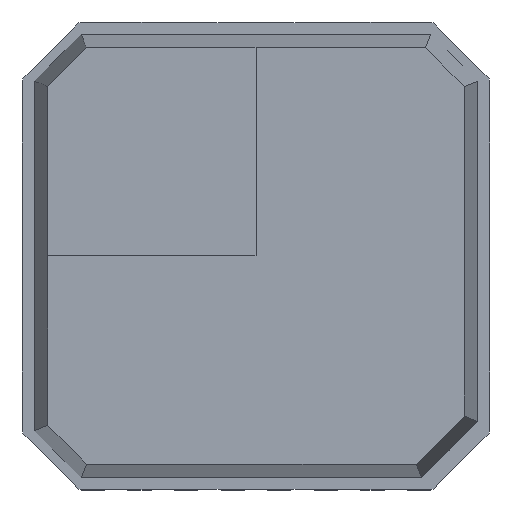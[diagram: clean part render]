
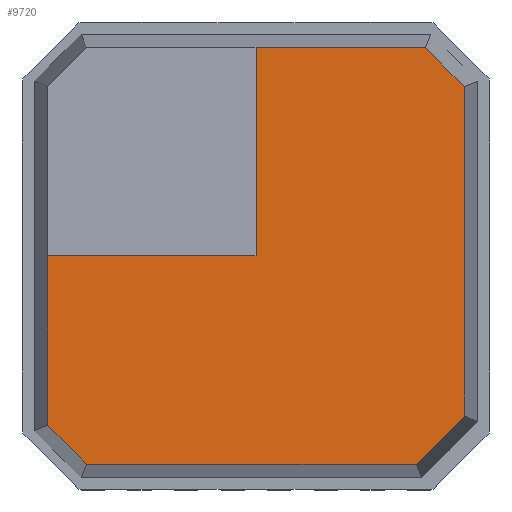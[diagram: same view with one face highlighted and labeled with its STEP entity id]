
A CAD part, top view. The second image highlights one B-rep face of the part: STEP entity #9720.
In plain terms, the highlighted planar face has unit normal (0, 0, 1).
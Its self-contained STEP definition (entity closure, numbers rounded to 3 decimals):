
#4517=DIRECTION('',(0.,-1.,0.));
#4518=VECTOR('',#4517,2.234);
#4519=CARTESIAN_POINT('',(0.,2.234,1.));
#4520=LINE('',#4519,#4518);
#4524=DIRECTION('',(-1.,0.,0.));
#4525=VECTOR('',#4524,1.817);
#4526=CARTESIAN_POINT('',(1.817,2.234,1.));
#4527=LINE('',#4526,#4525);
#4531=DIRECTION('',(-0.707,0.707,0.));
#4532=VECTOR('',#4531,0.59);
#4533=CARTESIAN_POINT('',(2.234,1.817,1.));
#4534=LINE('',#4533,#4532);
#4538=DIRECTION('',(0.,1.,0.));
#4539=VECTOR('',#4538,3.535);
#4540=CARTESIAN_POINT('',(2.234,-1.718,1.));
#4541=LINE('',#4540,#4539);
#4545=DIRECTION('',(0.707,0.707,0.));
#4546=VECTOR('',#4545,0.729);
#4547=CARTESIAN_POINT('',(1.718,-2.234,1.));
#4548=LINE('',#4547,#4546);
#4552=DIRECTION('',(1.,0.,0.));
#4553=VECTOR('',#4552,3.535);
#4554=CARTESIAN_POINT('',(-1.817,-2.234,1.));
#4555=LINE('',#4554,#4553);
#4559=DIRECTION('',(0.707,-0.707,0.));
#4560=VECTOR('',#4559,0.59);
#4561=CARTESIAN_POINT('',(-2.234,-1.817,1.));
#4562=LINE('',#4561,#4560);
#4566=DIRECTION('',(0.,-1.,0.));
#4567=VECTOR('',#4566,1.817);
#4568=CARTESIAN_POINT('',(-2.234,0.,1.));
#4569=LINE('',#4568,#4567);
#4573=DIRECTION('',(1.,0.,0.));
#4574=VECTOR('',#4573,2.234);
#4575=CARTESIAN_POINT('',(-2.234,0.,1.));
#4576=LINE('',#4575,#4574);
#5438=CARTESIAN_POINT('',(2.234,1.817,1.));
#5439=CARTESIAN_POINT('',(1.817,2.234,1.));
#5440=VERTEX_POINT('',#5438);
#5441=VERTEX_POINT('',#5439);
#5442=CARTESIAN_POINT('',(2.234,-1.718,1.));
#5443=VERTEX_POINT('',#5442);
#5444=CARTESIAN_POINT('',(1.718,-2.234,1.));
#5445=VERTEX_POINT('',#5444);
#5446=CARTESIAN_POINT('',(-1.817,-2.234,1.));
#5447=VERTEX_POINT('',#5446);
#5448=CARTESIAN_POINT('',(-2.234,-1.817,1.));
#5449=VERTEX_POINT('',#5448);
#5466=CARTESIAN_POINT('',(0.,2.234,1.));
#5467=CARTESIAN_POINT('',(0.,0.,1.));
#5468=VERTEX_POINT('',#5466);
#5469=VERTEX_POINT('',#5467);
#5470=CARTESIAN_POINT('',(-2.234,0.,1.));
#5471=VERTEX_POINT('',#5470);
#9698=CARTESIAN_POINT('',(0.,0.,1.));
#9699=DIRECTION('',(0.,0.,1.));
#9700=DIRECTION('',(0.,1.,0.));
#9701=AXIS2_PLACEMENT_3D('',#9698,#9699,#9700);
#9702=PLANE('',#9701);
#9704=ORIENTED_EDGE('',*,*,#9703,.F.);
#9705=ORIENTED_EDGE('',*,*,#9570,.F.);
#9707=ORIENTED_EDGE('',*,*,#9706,.F.);
#9709=ORIENTED_EDGE('',*,*,#9708,.F.);
#9711=ORIENTED_EDGE('',*,*,#9710,.F.);
#9713=ORIENTED_EDGE('',*,*,#9712,.F.);
#9715=ORIENTED_EDGE('',*,*,#9714,.F.);
#9716=ORIENTED_EDGE('',*,*,#9651,.F.);
#9717=ORIENTED_EDGE('',*,*,#9677,.T.);
#9718=EDGE_LOOP('',(#9704,#9705,#9707,#9709,#9711,#9713,#9715,#9716,#9717));
#9719=FACE_OUTER_BOUND('',#9718,.F.);
#9720=ADVANCED_FACE('',(#9719),#9702,.T.);
#9570=EDGE_CURVE('',#5441,#5468,#4527,.T.);
#9651=EDGE_CURVE('',#5471,#5449,#4569,.T.);
#9677=EDGE_CURVE('',#5471,#5469,#4576,.T.);
#9703=EDGE_CURVE('',#5468,#5469,#4520,.T.);
#9706=EDGE_CURVE('',#5440,#5441,#4534,.T.);
#9708=EDGE_CURVE('',#5443,#5440,#4541,.T.);
#9710=EDGE_CURVE('',#5445,#5443,#4548,.T.);
#9712=EDGE_CURVE('',#5447,#5445,#4555,.T.);
#9714=EDGE_CURVE('',#5449,#5447,#4562,.T.);
